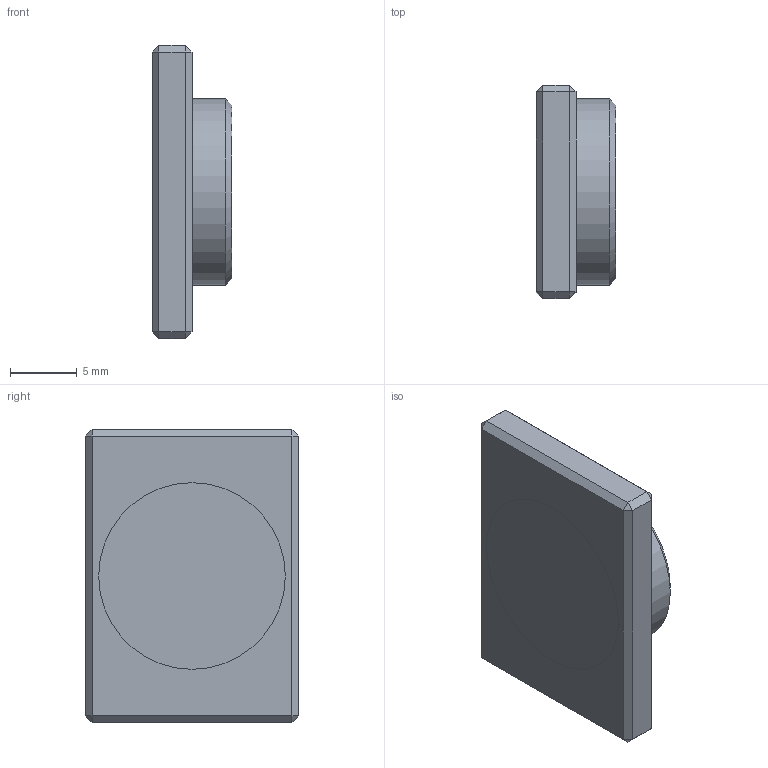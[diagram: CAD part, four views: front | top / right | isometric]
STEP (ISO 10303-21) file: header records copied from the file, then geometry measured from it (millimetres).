
FILE_DESCRIPTION(('FreeCAD Model'),'2;1');
FILE_NAME('Open CASCADE Shape Model','2023-10-13T14:59:44',(''),(''), 'Open CASCADE STEP processor 7.6','FreeCAD','Unknown');
FILE_SCHEMA(('AUTOMOTIVE_DESIGN { 1 0 10303 214 1 1 1 1 }'));
Length unit declared in the file: millimetre
Products named in the file (1): P0170-33-b
Bounding box: 6 x 16 x 22 mm (x, y, z)
Volume: 1092 mm3; surface area: 1160.6 mm2
Topology: 1 solids, 1 shells, 32 faces, 57 edges, 30 vertices
Faces by surface type: plane 29, cylinder 2, cone 1
Full cylindrical faces by diameter (mm): 10.1 x1, 14 x1
Entity records: 1501 total; most frequent: DIRECTION 242, CARTESIAN_POINT 240, LINE 159, VECTOR 159, ORIENTED_EDGE 114, PCURVE 114, DEFINITIONAL_REPRESENTATION 114, EDGE_CURVE 57
